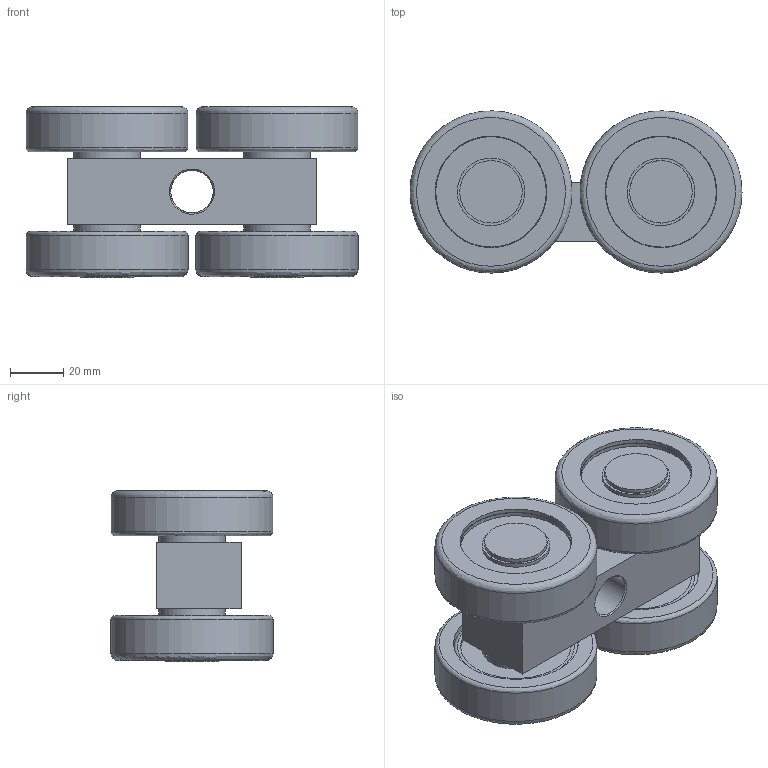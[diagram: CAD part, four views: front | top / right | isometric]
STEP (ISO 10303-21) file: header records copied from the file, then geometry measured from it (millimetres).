
FILE_DESCRIPTION(('STEP AP203'), '1');
FILE_NAME('×åðòåæ1', '2015-09-30T12:59:35', (''), (''), 'ASCON STEP Converter 1.3', 'ASCON Math Kernel', '');
FILE_SCHEMA(('CONFIG_CONTROL_DESIGN'));
Length unit declared in the file: millimetre
Products named in the file (2): 1; 2
Assembly tree (1 placements, depth 2):
  1
    2
Bounding box: 125 x 61 x 64.5 mm (x, y, z)
Volume: 212903.5 mm3; surface area: 72197.5 mm2
Topology: 1 solids, 15 shells, 175 faces, 479 edges, 364 vertices
Faces by surface type: bspline 107, plane 68
Entity records: 46947 total; most frequent: CARTESIAN_POINT 42420, ORIENTED_EDGE 742, EDGE_CURVE 371, VERTEX_POINT 363, EDGE_LOOP 342, FACE_BOUND 341, B_SPLINE_CURVE_WITH_KNOTS 319, COLOUR_RGB 176
